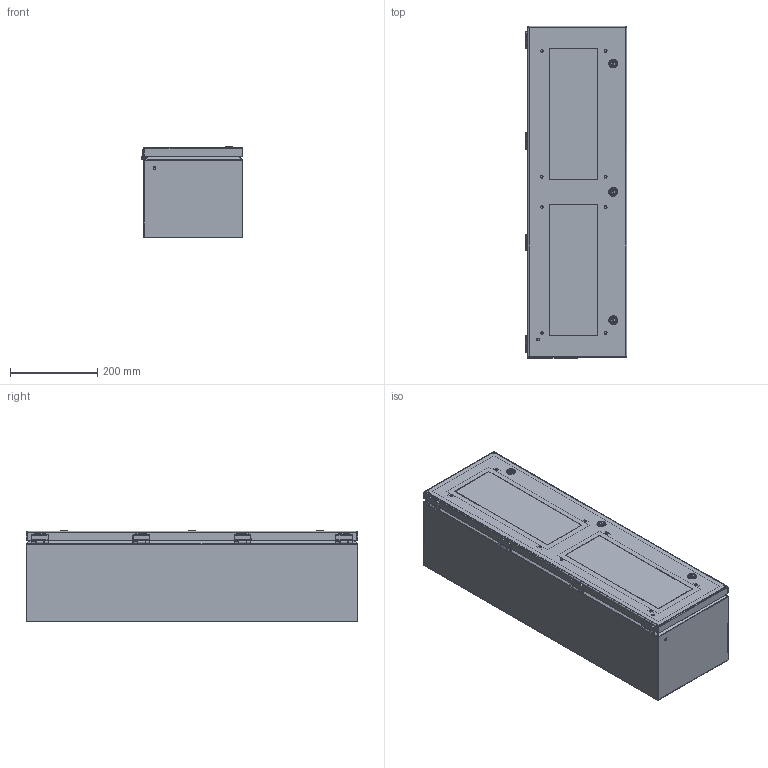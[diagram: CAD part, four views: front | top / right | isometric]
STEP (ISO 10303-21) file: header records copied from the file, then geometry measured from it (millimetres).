
FILE_DESCRIPTION (( 'STEP AP214' ), '1' );
FILE_NAME ('SCE-L9308ELJWSS.STEP', '2021-01-27T10:43:23', ( '' ), ( '' ), 'SwSTEP 2.0', 'SolidWorks 2019', '' );
FILE_SCHEMA (( 'AUTOMOTIVE_DESIGN' ));
Length unit declared in the file: inch
Products named in the file (1): SCE-L9308ELJWSS
Bounding box: 234.18 x 762.1 x 210.72 mm (x, y, z)
Volume: 1997635.1 mm3; surface area: 2034541.9 mm2
Topology: 82 solids, 86 shells, 2301 faces, 5403 edges, 3181 vertices
Faces by surface type: plane 944, cylinder 755, bspline 444, torus 92, cone 66
Full cylindrical faces by diameter (mm): 0.508 x4, 2.54 x4, 3.505 x16, 3.962 x12, 4.013 x4, 4.06 x8, 4.572 x4, 4.775 x8, 4.826 x9, 4.902 x1, 5.08 x3, 5.385 x8, 5.41 x8, 5.537 x2, 5.842 x4, 6.02 x4, 6.058 x3, 6.35 x6, 6.463 x3, 6.502 x2, 6.655 x8, 6.756 x4, 6.824 x3, 7.112 x6, 7.167 x3, 7.216 x6, 7.874 x3, 8.28 x3, 8.89 x3, 9.474 x6
Entity records: 113149 total; most frequent: CARTESIAN_POINT 39529, ORIENTED_EDGE 9730, DIRECTION 9117, EDGE_CURVE 4865, AXIS2_PLACEMENT_3D 3388, VERTEX_POINT 3114, EDGE_LOOP 2803, FACE_OUTER_BOUND 2514
